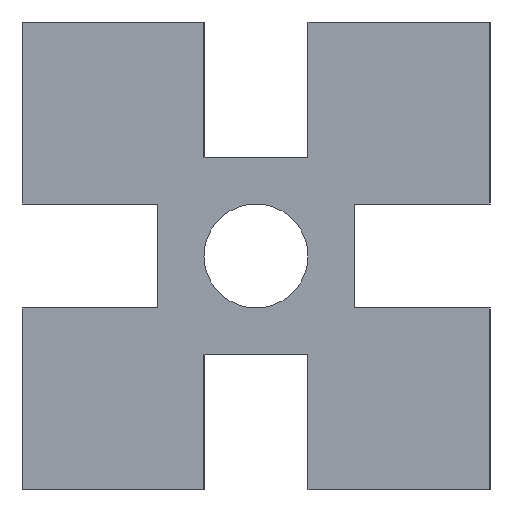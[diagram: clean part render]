
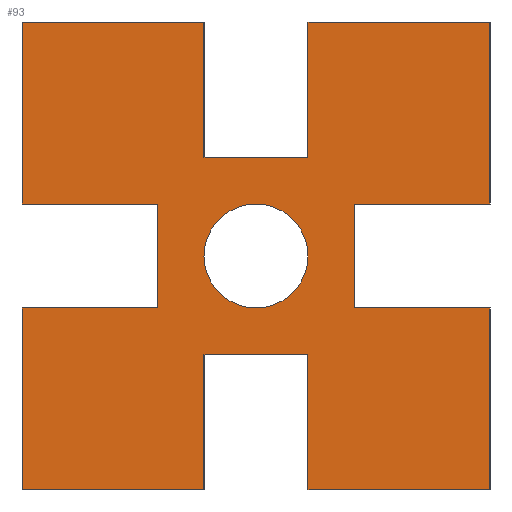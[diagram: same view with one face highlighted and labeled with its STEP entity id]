
A CAD part, left-side view. The second image highlights one B-rep face of the part: STEP entity #93.
In plain terms, the highlighted planar face has unit normal (-1, 0, 0).
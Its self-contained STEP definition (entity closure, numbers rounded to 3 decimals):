
#93=ADVANCED_FACE('',(#181,#182),#183,.F.);
#181=FACE_BOUND('',#263,.T.);
#182=FACE_OUTER_BOUND('',#264,.T.);
#183=PLANE('',#265);
#263=EDGE_LOOP('',(#449,#450));
#264=EDGE_LOOP('',(#451,#452,#453,#454,#455,#456,#457,#458,#459,#460,#461,#462,#463,#464,#465,#466,#467,#468,#469,#470));
#265=AXIS2_PLACEMENT_3D('',#471,#472,#473);
#449=ORIENTED_EDGE('',*,*,#505,.T.);
#450=ORIENTED_EDGE('',*,*,#507,.T.);
#451=ORIENTED_EDGE('',*,*,#588,.F.);
#452=ORIENTED_EDGE('',*,*,#512,.F.);
#453=ORIENTED_EDGE('',*,*,#517,.F.);
#454=ORIENTED_EDGE('',*,*,#521,.F.);
#455=ORIENTED_EDGE('',*,*,#525,.F.);
#456=ORIENTED_EDGE('',*,*,#529,.F.);
#457=ORIENTED_EDGE('',*,*,#533,.F.);
#458=ORIENTED_EDGE('',*,*,#537,.F.);
#459=ORIENTED_EDGE('',*,*,#541,.F.);
#460=ORIENTED_EDGE('',*,*,#545,.F.);
#461=ORIENTED_EDGE('',*,*,#549,.F.);
#462=ORIENTED_EDGE('',*,*,#553,.F.);
#463=ORIENTED_EDGE('',*,*,#557,.F.);
#464=ORIENTED_EDGE('',*,*,#561,.F.);
#465=ORIENTED_EDGE('',*,*,#565,.F.);
#466=ORIENTED_EDGE('',*,*,#569,.F.);
#467=ORIENTED_EDGE('',*,*,#573,.F.);
#468=ORIENTED_EDGE('',*,*,#577,.F.);
#469=ORIENTED_EDGE('',*,*,#581,.F.);
#470=ORIENTED_EDGE('',*,*,#585,.F.);
#471=CARTESIAN_POINT('',(0.0,0.0,0.));
#472=DIRECTION('',(1.0,0.0,0.0));
#473=DIRECTION('',(0.0,0.0,-1.0));
#505=EDGE_CURVE('',#594,#598,#600,.T.);
#507=EDGE_CURVE('',#598,#594,#602,.T.);
#512=EDGE_CURVE('',#608,#610,#611,.T.);
#517=EDGE_CURVE('',#616,#608,#618,.T.);
#521=EDGE_CURVE('',#622,#616,#624,.T.);
#525=EDGE_CURVE('',#628,#622,#630,.T.);
#529=EDGE_CURVE('',#634,#628,#636,.T.);
#533=EDGE_CURVE('',#640,#634,#642,.T.);
#537=EDGE_CURVE('',#646,#640,#648,.T.);
#541=EDGE_CURVE('',#652,#646,#654,.T.);
#545=EDGE_CURVE('',#658,#652,#660,.T.);
#549=EDGE_CURVE('',#664,#658,#666,.T.);
#553=EDGE_CURVE('',#670,#664,#672,.T.);
#557=EDGE_CURVE('',#676,#670,#678,.T.);
#561=EDGE_CURVE('',#682,#676,#684,.T.);
#565=EDGE_CURVE('',#688,#682,#690,.T.);
#569=EDGE_CURVE('',#694,#688,#696,.T.);
#573=EDGE_CURVE('',#700,#694,#702,.T.);
#577=EDGE_CURVE('',#706,#700,#708,.T.);
#581=EDGE_CURVE('',#712,#706,#714,.T.);
#585=EDGE_CURVE('',#718,#712,#720,.T.);
#588=EDGE_CURVE('',#610,#718,#723,.T.);
#594=VERTEX_POINT('',#729);
#598=VERTEX_POINT('',#734);
#600=CIRCLE('',#737,5.0);
#602=CIRCLE('',#739,5.0);
#608=VERTEX_POINT('',#746);
#610=VERTEX_POINT('',#749);
#611=LINE('',#750,#751);
#616=VERTEX_POINT('',#758);
#618=LINE('',#761,#762);
#622=VERTEX_POINT('',#767);
#624=LINE('',#770,#771);
#628=VERTEX_POINT('',#776);
#630=LINE('',#779,#780);
#634=VERTEX_POINT('',#785);
#636=LINE('',#788,#789);
#640=VERTEX_POINT('',#794);
#642=LINE('',#797,#798);
#646=VERTEX_POINT('',#803);
#648=LINE('',#806,#807);
#652=VERTEX_POINT('',#812);
#654=LINE('',#815,#816);
#658=VERTEX_POINT('',#821);
#660=LINE('',#824,#825);
#664=VERTEX_POINT('',#830);
#666=LINE('',#833,#834);
#670=VERTEX_POINT('',#839);
#672=LINE('',#842,#843);
#676=VERTEX_POINT('',#848);
#678=LINE('',#851,#852);
#682=VERTEX_POINT('',#857);
#684=LINE('',#860,#861);
#688=VERTEX_POINT('',#866);
#690=LINE('',#869,#870);
#694=VERTEX_POINT('',#875);
#696=LINE('',#878,#879);
#700=VERTEX_POINT('',#884);
#702=LINE('',#887,#888);
#706=VERTEX_POINT('',#893);
#708=LINE('',#896,#897);
#712=VERTEX_POINT('',#902);
#714=LINE('',#905,#906);
#718=VERTEX_POINT('',#911);
#720=LINE('',#914,#915);
#723=LINE('',#919,#920);
#729=CARTESIAN_POINT('',(0.0,0.0,-5.0));
#734=CARTESIAN_POINT('',(0.0,0.,5.0));
#737=AXIS2_PLACEMENT_3D('',#929,#930,#931);
#739=AXIS2_PLACEMENT_3D('',#932,#933,#934);
#746=CARTESIAN_POINT('',(0.0,5.0,-9.5));
#749=CARTESIAN_POINT('',(0.0,5.0,-22.5));
#750=CARTESIAN_POINT('',(0.0,5.0,-9.5));
#751=VECTOR('',#940,1.0);
#758=CARTESIAN_POINT('',(0.0,-5.0,-9.5));
#761=CARTESIAN_POINT('',(0.0,-5.0,-9.5));
#762=VECTOR('',#944,1.0);
#767=CARTESIAN_POINT('',(0.0,-5.0,-22.5));
#770=CARTESIAN_POINT('',(0.0,-5.0,-22.5));
#771=VECTOR('',#947,1.0);
#776=CARTESIAN_POINT('',(0.0,-22.5,-22.5));
#779=CARTESIAN_POINT('',(0.0,-22.5,-22.5));
#780=VECTOR('',#950,1.0);
#785=CARTESIAN_POINT('',(0.0,-22.5,-5.0));
#788=CARTESIAN_POINT('',(0.0,-22.5,-5.0));
#789=VECTOR('',#953,1.0);
#794=CARTESIAN_POINT('',(0.0,-9.5,-5.0));
#797=CARTESIAN_POINT('',(0.0,-9.5,-5.0));
#798=VECTOR('',#956,1.0);
#803=CARTESIAN_POINT('',(0.0,-9.5,5.0));
#806=CARTESIAN_POINT('',(0.0,-9.5,5.0));
#807=VECTOR('',#959,1.0);
#812=CARTESIAN_POINT('',(0.0,-22.5,5.0));
#815=CARTESIAN_POINT('',(0.0,-22.5,5.0));
#816=VECTOR('',#962,1.0);
#821=CARTESIAN_POINT('',(0.0,-22.5,22.5));
#824=CARTESIAN_POINT('',(0.0,-22.5,22.5));
#825=VECTOR('',#965,1.0);
#830=CARTESIAN_POINT('',(0.0,-5.0,22.5));
#833=CARTESIAN_POINT('',(0.0,-5.0,22.5));
#834=VECTOR('',#968,1.0);
#839=CARTESIAN_POINT('',(0.0,-5.0,9.5));
#842=CARTESIAN_POINT('',(0.0,-5.0,9.5));
#843=VECTOR('',#971,1.0);
#848=CARTESIAN_POINT('',(0.0,5.0,9.5));
#851=CARTESIAN_POINT('',(0.0,5.0,9.5));
#852=VECTOR('',#974,1.0);
#857=CARTESIAN_POINT('',(0.0,5.0,22.5));
#860=CARTESIAN_POINT('',(0.0,5.0,22.5));
#861=VECTOR('',#977,1.0);
#866=CARTESIAN_POINT('',(0.0,22.5,22.5));
#869=CARTESIAN_POINT('',(0.0,22.5,22.5));
#870=VECTOR('',#980,1.0);
#875=CARTESIAN_POINT('',(0.0,22.5,5.0));
#878=CARTESIAN_POINT('',(0.0,22.5,5.0));
#879=VECTOR('',#983,1.0);
#884=CARTESIAN_POINT('',(0.0,9.5,5.0));
#887=CARTESIAN_POINT('',(0.0,9.5,5.0));
#888=VECTOR('',#986,1.0);
#893=CARTESIAN_POINT('',(0.0,9.5,-5.0));
#896=CARTESIAN_POINT('',(0.0,9.5,-5.0));
#897=VECTOR('',#989,1.0);
#902=CARTESIAN_POINT('',(0.0,22.5,-5.0));
#905=CARTESIAN_POINT('',(0.0,22.5,-5.0));
#906=VECTOR('',#992,1.0);
#911=CARTESIAN_POINT('',(0.0,22.5,-22.5));
#914=CARTESIAN_POINT('',(0.0,22.5,-22.5));
#915=VECTOR('',#995,1.0);
#919=CARTESIAN_POINT('',(0.0,5.0,-22.5));
#920=VECTOR('',#997,1.0);
#929=CARTESIAN_POINT('',(0.0,0.0,0.0));
#930=DIRECTION('',(1.0,0.0,0.0));
#931=DIRECTION('',(0.0,0.0,-1.0));
#932=CARTESIAN_POINT('',(0.0,0.0,0.0));
#933=DIRECTION('',(1.0,0.0,0.0));
#934=DIRECTION('',(0.0,0.0,-1.0));
#940=DIRECTION('',(0.0,0.0,-1.0));
#944=DIRECTION('',(0.0,1.0,0.0));
#947=DIRECTION('',(0.0,0.0,1.0));
#950=DIRECTION('',(0.0,1.0,0.0));
#953=DIRECTION('',(0.0,0.0,-1.0));
#956=DIRECTION('',(0.0,-1.0,0.0));
#959=DIRECTION('',(0.0,0.0,-1.0));
#962=DIRECTION('',(0.0,1.0,0.0));
#965=DIRECTION('',(0.0,0.0,-1.0));
#968=DIRECTION('',(0.0,-1.0,0.0));
#971=DIRECTION('',(0.0,0.0,1.0));
#974=DIRECTION('',(0.0,-1.0,0.0));
#977=DIRECTION('',(0.0,0.0,-1.0));
#980=DIRECTION('',(0.0,-1.0,0.0));
#983=DIRECTION('',(0.0,0.0,1.0));
#986=DIRECTION('',(0.0,1.0,0.0));
#989=DIRECTION('',(0.0,0.0,1.0));
#992=DIRECTION('',(0.0,-1.0,0.0));
#995=DIRECTION('',(0.0,0.0,1.0));
#997=DIRECTION('',(0.0,1.0,0.0));
